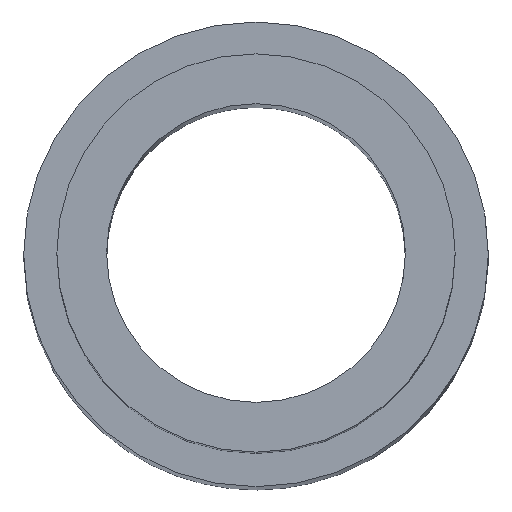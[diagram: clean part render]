
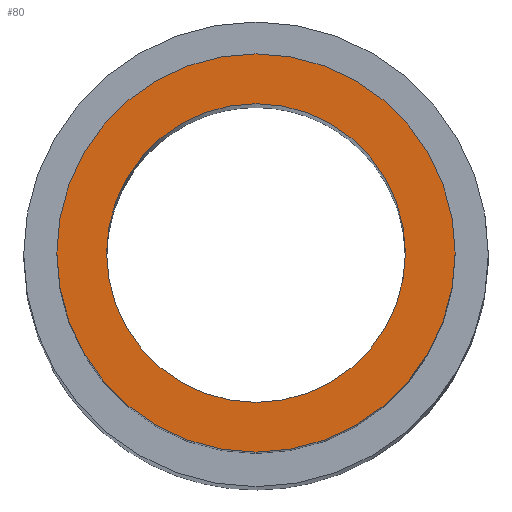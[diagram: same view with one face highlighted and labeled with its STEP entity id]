
A CAD part, top view. The second image highlights one B-rep face of the part: STEP entity #80.
In plain terms, the highlighted planar face has unit normal (0, 0, 1).
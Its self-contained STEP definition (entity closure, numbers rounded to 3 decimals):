
#25=ORIENTED_EDGE('',*,*,#37,.F.);
#26=ORIENTED_EDGE('',*,*,#38,.F.);
#37=EDGE_CURVE('',#43,#43,#49,.T.);
#38=EDGE_CURVE('',#44,#44,#50,.T.);
#43=VERTEX_POINT('',#140);
#44=VERTEX_POINT('',#142);
#49=CIRCLE('',#100,4.5);
#50=CIRCLE('',#101,6.);
#53=EDGE_LOOP('',(#25));
#54=EDGE_LOOP('',(#26));
#65=FACE_BOUND('',#53,.T.);
#66=FACE_BOUND('',#54,.T.);
#77=PLANE('',#99);
#80=ADVANCED_FACE('',(#65,#66),#77,.T.);
#99=AXIS2_PLACEMENT_3D('',#138,#113,#114);
#100=AXIS2_PLACEMENT_3D('',#139,#115,#116);
#101=AXIS2_PLACEMENT_3D('',#141,#117,#118);
#113=DIRECTION('',(0.,0.,1.));
#114=DIRECTION('',(1.,0.,0.));
#115=DIRECTION('',(0.,0.,1.));
#116=DIRECTION('',(1.,0.,0.));
#117=DIRECTION('',(0.,0.,-1.));
#118=DIRECTION('',(-1.,0.,0.));
#138=CARTESIAN_POINT('',(0.,0.,0.));
#139=CARTESIAN_POINT('',(0.,0.,0.));
#140=CARTESIAN_POINT('',(4.5,0.,0.));
#141=CARTESIAN_POINT('',(0.,0.,0.));
#142=CARTESIAN_POINT('',(-6.,0.,0.));
